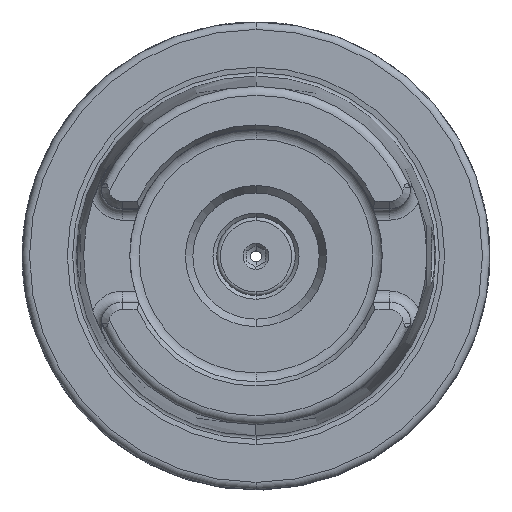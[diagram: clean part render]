
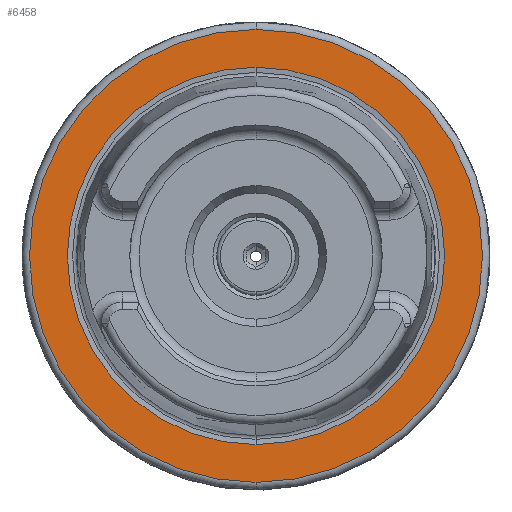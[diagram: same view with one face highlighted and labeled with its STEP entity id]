
A CAD part, top view. The second image highlights one B-rep face of the part: STEP entity #6458.
In plain terms, the highlighted planar face has unit normal (0, 0, 1).
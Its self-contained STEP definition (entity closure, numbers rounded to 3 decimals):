
#1505=CARTESIAN_POINT('',(0,0,26));
#1506=DIRECTION('',(0,0,-1));
#1507=DIRECTION('',(0,1,0));
#1508=AXIS2_PLACEMENT_3D('',#1505,#1506,#1507);
#1518=CARTESIAN_POINT('',(0,0,26));
#1519=DIRECTION('',(0,0,1));
#1520=DIRECTION('',(0,1,0));
#1521=AXIS2_PLACEMENT_3D('',#1518,#1519,#1520);
#1523=CARTESIAN_POINT('',(0,0,26));
#1524=DIRECTION('',(0,0,1));
#1525=DIRECTION('',(0,1,0));
#1526=AXIS2_PLACEMENT_3D('',#1523,#1524,#1525);
#1528=CARTESIAN_POINT('',(0,0,26));
#1529=DIRECTION('',(0,0,1));
#1530=DIRECTION('',(0,-1,0));
#1531=AXIS2_PLACEMENT_3D('',#1528,#1529,#1530);
#4145=CARTESIAN_POINT('',(0,25.409,26));
#4147=VERTEX_POINT('',#4145);
#4181=CARTESIAN_POINT('',(0,-25.409,26));
#4183=VERTEX_POINT('',#4181);
#4247=CARTESIAN_POINT('',(0,30.5,26));
#4248=CARTESIAN_POINT('',(0,-30.5,26));
#4249=VERTEX_POINT('',#4247);
#4250=VERTEX_POINT('',#4248);
#6443=CARTESIAN_POINT('',(0,0,26));
#6444=DIRECTION('',(0,0,-1));
#6445=DIRECTION('',(0,-1,0));
#6446=AXIS2_PLACEMENT_3D('',#6443,#6444,#6445);
#6447=PLANE('',#6446);
#6449=ORIENTED_EDGE('',*,*,#6448,.F.);
#6451=ORIENTED_EDGE('',*,*,#6450,.F.);
#6452=EDGE_LOOP('',(#6449,#6451));
#6453=FACE_OUTER_BOUND('',#6452,.F.);
#6454=ORIENTED_EDGE('',*,*,#6438,.T.);
#6455=ORIENTED_EDGE('',*,*,#6422,.F.);
#6456=EDGE_LOOP('',(#6454,#6455));
#6457=FACE_BOUND('',#6456,.F.);
#6458=ADVANCED_FACE('',(#6453,#6457),#6447,.F.);
#1509=CIRCLE('',#1508,25.409);
#1522=CIRCLE('',#1521,25.409);
#1527=CIRCLE('',#1526,30.5);
#1532=CIRCLE('',#1531,30.5);
#6422=EDGE_CURVE('',#4147,#4183,#1509,.T.);
#6438=EDGE_CURVE('',#4147,#4183,#1522,.T.);
#6448=EDGE_CURVE('',#4249,#4250,#1527,.T.);
#6450=EDGE_CURVE('',#4250,#4249,#1532,.T.);
